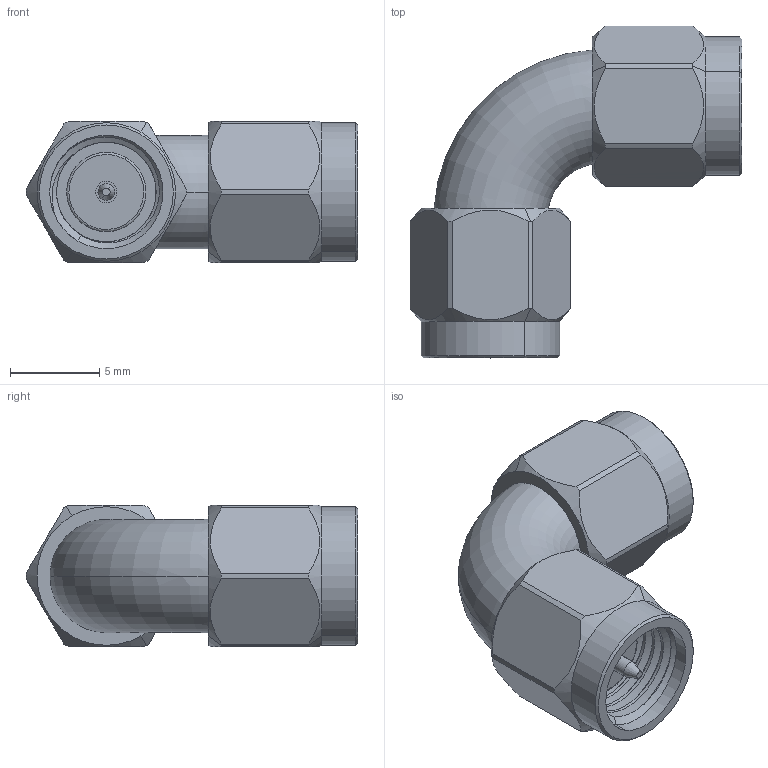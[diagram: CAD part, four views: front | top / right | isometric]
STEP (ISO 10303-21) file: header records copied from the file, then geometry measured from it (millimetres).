
FILE_DESCRIPTION (( 'STEP AP214' ), '1' );
FILE_NAME ('FMAD1197_3D.step', '2024-10-03T23:34:56', ( '' ), ( '' ), 'SwSTEP 2.0', 'SolidWorks 2022', '' );
FILE_SCHEMA (( 'AUTOMOTIVE_DESIGN' ));
Length unit declared in the file: inch
Products named in the file (1): FMAD1197_3D
Bounding box: 18.59 x 18.59 x 7.94 mm (x, y, z)
Volume: 937.8 mm3; surface area: 1105.4 mm2
Topology: 1 solids, 1 shells, 116 faces, 288 edges, 184 vertices
Faces by surface type: cylinder 58, plane 24, cone 22, bspline 10, torus 2
Entity records: 7625 total; most frequent: CARTESIAN_POINT 5011, ORIENTED_EDGE 576, DIRECTION 492, EDGE_CURVE 288, AXIS2_PLACEMENT_3D 201, VERTEX_POINT 184, EDGE_LOOP 126, ADVANCED_FACE 116
